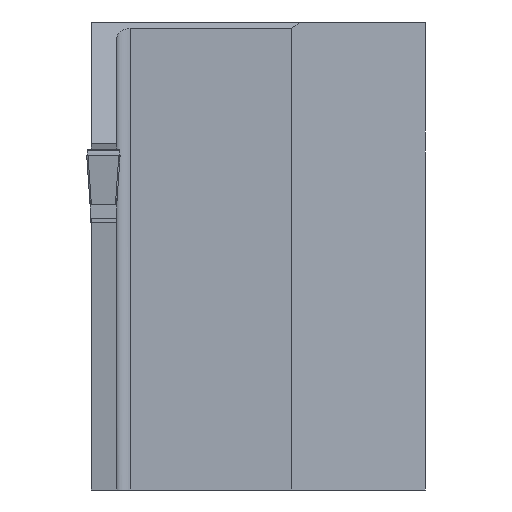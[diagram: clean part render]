
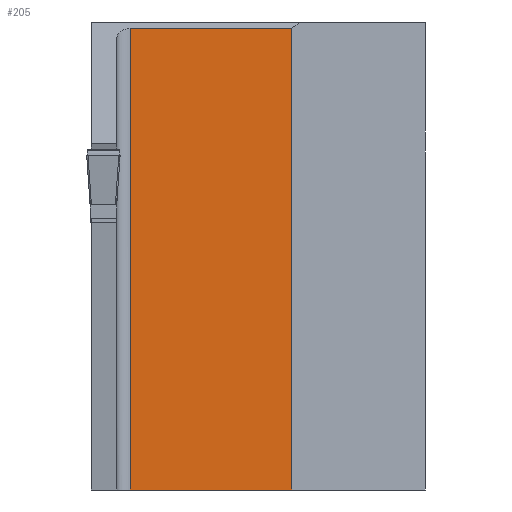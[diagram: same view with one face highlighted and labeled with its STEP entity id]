
A CAD part, left-side view. The second image highlights one B-rep face of the part: STEP entity #205.
In plain terms, the highlighted planar face has unit normal (-1, 0, 0).
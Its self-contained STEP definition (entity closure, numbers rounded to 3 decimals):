
#205=ADVANCED_FACE('',(#272),#242,.T.);
#242=PLANE('',#894);
#272=FACE_OUTER_BOUND('',#309,.T.);
#309=EDGE_LOOP('',(#362,#363,#364,#365));
#362=ORIENTED_EDGE('',*,*,#632,.T.);
#363=ORIENTED_EDGE('',*,*,#633,.T.);
#364=ORIENTED_EDGE('',*,*,#634,.T.);
#365=ORIENTED_EDGE('',*,*,#635,.T.);
#564=VERTEX_POINT('',#1159);
#565=VERTEX_POINT('',#1160);
#566=VERTEX_POINT('',#1162);
#567=VERTEX_POINT('',#1164);
#632=EDGE_CURVE('',#564,#565,#732,.T.);
#633=EDGE_CURVE('',#565,#566,#733,.T.);
#634=EDGE_CURVE('',#566,#567,#734,.T.);
#635=EDGE_CURVE('',#567,#564,#735,.T.);
#732=LINE('',#1158,#817);
#733=LINE('',#1161,#818);
#734=LINE('',#1163,#819);
#735=LINE('',#1165,#820);
#817=VECTOR('',#960,1.);
#818=VECTOR('',#961,1.);
#819=VECTOR('',#962,1.);
#820=VECTOR('',#963,1.);
#894=AXIS2_PLACEMENT_3D('',#1166,#964,#965);
#960=DIRECTION('',(0.,1.,0.));
#961=DIRECTION('',(0.,0.,-1.));
#962=DIRECTION('',(0.,-1.,0.));
#963=DIRECTION('',(0.,0.,1.));
#964=DIRECTION('',(-1.,0.,0.));
#965=DIRECTION('',(0.,0.,1.));
#1158=CARTESIAN_POINT('',(16.,-222.5,9.511));
#1159=CARTESIAN_POINT('',(16.,10.,9.511));
#1160=CARTESIAN_POINT('',(16.,22.075,9.511));
#1161=CARTESIAN_POINT('',(16.,22.075,9.511));
#1162=CARTESIAN_POINT('',(16.,22.075,-25.));
#1163=CARTESIAN_POINT('',(16.,-205.368,-25.));
#1164=CARTESIAN_POINT('',(16.,10.,-25.));
#1165=CARTESIAN_POINT('',(16.,10.,30.));
#1166=CARTESIAN_POINT('',(16.,-205.368,10.));
